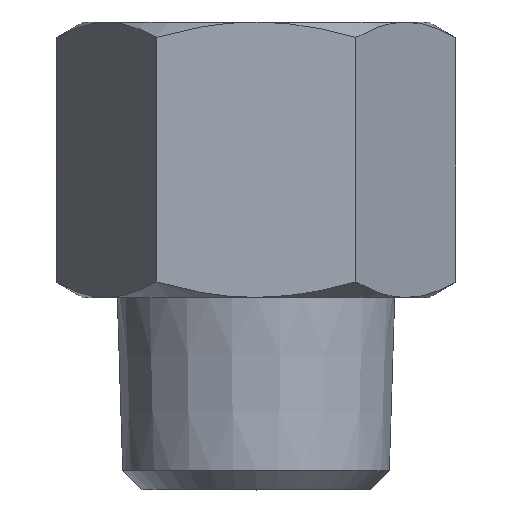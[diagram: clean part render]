
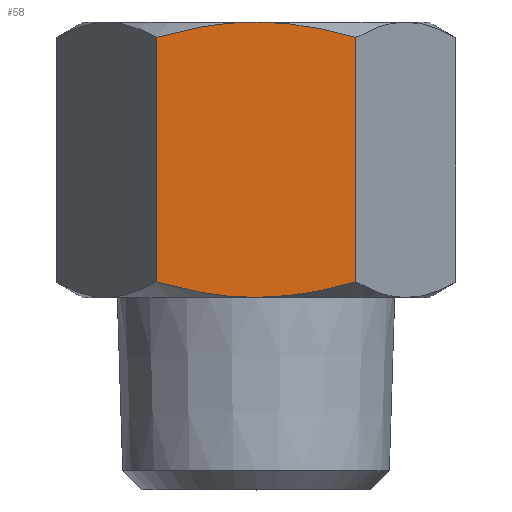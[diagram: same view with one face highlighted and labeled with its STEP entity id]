
A CAD part, top view. The second image highlights one B-rep face of the part: STEP entity #58.
In plain terms, the highlighted planar face has unit normal (0, 0, 1).
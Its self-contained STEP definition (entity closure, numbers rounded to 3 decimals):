
#58=ADVANCED_FACE('',(#113),#114,.T.);
#113=FACE_OUTER_BOUND('',#200,.T.);
#114=PLANE('',#201);
#200=EDGE_LOOP('',(#343,#344,#345,#346,#347,#348));
#201=AXIS2_PLACEMENT_3D('',#349,#350,#351);
#343=ORIENTED_EDGE('',*,*,#585,.T.);
#344=ORIENTED_EDGE('',*,*,#593,.T.);
#345=ORIENTED_EDGE('',*,*,#594,.F.);
#346=ORIENTED_EDGE('',*,*,#595,.F.);
#347=ORIENTED_EDGE('',*,*,#596,.F.);
#348=ORIENTED_EDGE('',*,*,#586,.T.);
#349=CARTESIAN_POINT('',(-7.794,0.0,13.5));
#350=DIRECTION('',(0.0,0.0,1.0));
#351=DIRECTION('',(1.0,-0.0,0.0));
#585=EDGE_CURVE('',#689,#694,#696,.T.);
#586=EDGE_CURVE('',#697,#689,#698,.T.);
#593=EDGE_CURVE('',#694,#707,#708,.T.);
#594=EDGE_CURVE('',#709,#707,#710,.T.);
#595=EDGE_CURVE('',#711,#709,#712,.T.);
#596=EDGE_CURVE('',#697,#711,#713,.T.);
#689=VERTEX_POINT('',#861);
#694=VERTEX_POINT('',#866);
#696=B_SPLINE_CURVE_WITH_KNOTS('',3,(#875,#876,#877,#878,#879,#880,#881,#882),.UNSPECIFIED.,.F.,.F.,(4,1,1,1,1,4),(0.,0.2,0.4,0.6,0.8,1.0),.UNSPECIFIED.);
#697=VERTEX_POINT('',#883);
#698=B_SPLINE_CURVE_WITH_KNOTS('',3,(#884,#885,#886,#887,#888,#889,#890,#891),.UNSPECIFIED.,.F.,.F.,(4,1,1,1,1,4),(0.0,0.2,0.4,0.6,0.8,1.0),.UNSPECIFIED.);
#707=VERTEX_POINT('',#942);
#708=LINE('',#943,#944);
#709=VERTEX_POINT('',#945);
#710=B_SPLINE_CURVE_WITH_KNOTS('',3,(#946,#947,#948,#949,#950,#951,#952,#953),.UNSPECIFIED.,.F.,.F.,(4,1,1,1,1,4),(0.,0.2,0.4,0.6,0.8,1.0),.UNSPECIFIED.);
#711=VERTEX_POINT('',#954);
#712=B_SPLINE_CURVE_WITH_KNOTS('',3,(#955,#956,#957,#958,#959,#960,#961,#962),.UNSPECIFIED.,.F.,.F.,(4,1,1,1,1,4),(0.0,0.2,0.4,0.6,0.8,1.0),.UNSPECIFIED.);
#713=LINE('',#963,#964);
#861=CARTESIAN_POINT('',(0.,0.0,13.5));
#866=CARTESIAN_POINT('',(7.794,1.206,13.5));
#875=CARTESIAN_POINT('',(0.,0.,13.5));
#876=CARTESIAN_POINT('',(0.51,0.,13.5));
#877=CARTESIAN_POINT('',(1.53,0.033,13.5));
#878=CARTESIAN_POINT('',(3.06,0.182,13.5));
#879=CARTESIAN_POINT('',(4.597,0.425,13.5));
#880=CARTESIAN_POINT('',(6.157,0.759,13.5));
#881=CARTESIAN_POINT('',(7.243,1.047,13.5));
#882=CARTESIAN_POINT('',(7.794,1.206,13.5));
#883=CARTESIAN_POINT('',(-7.794,1.206,13.5));
#884=CARTESIAN_POINT('',(-7.794,1.206,13.5));
#885=CARTESIAN_POINT('',(-7.243,1.047,13.5));
#886=CARTESIAN_POINT('',(-6.158,0.759,13.5));
#887=CARTESIAN_POINT('',(-4.597,0.425,13.5));
#888=CARTESIAN_POINT('',(-3.059,0.182,13.5));
#889=CARTESIAN_POINT('',(-1.53,0.033,13.5));
#890=CARTESIAN_POINT('',(-0.51,0.,13.5));
#891=CARTESIAN_POINT('',(0.,0.,13.5));
#942=CARTESIAN_POINT('',(7.794,20.294,13.5));
#943=CARTESIAN_POINT('',(7.794,1.206,13.5));
#944=VECTOR('',#1160,19.088);
#945=CARTESIAN_POINT('',(0.,21.5,13.5));
#946=CARTESIAN_POINT('',(0.,21.5,13.5));
#947=CARTESIAN_POINT('',(0.51,21.5,13.5));
#948=CARTESIAN_POINT('',(1.53,21.467,13.5));
#949=CARTESIAN_POINT('',(3.06,21.318,13.5));
#950=CARTESIAN_POINT('',(4.597,21.075,13.5));
#951=CARTESIAN_POINT('',(6.157,20.741,13.5));
#952=CARTESIAN_POINT('',(7.243,20.453,13.5));
#953=CARTESIAN_POINT('',(7.794,20.294,13.5));
#954=CARTESIAN_POINT('',(-7.794,20.294,13.5));
#955=CARTESIAN_POINT('',(-7.794,20.294,13.5));
#956=CARTESIAN_POINT('',(-7.243,20.453,13.5));
#957=CARTESIAN_POINT('',(-6.158,20.741,13.5));
#958=CARTESIAN_POINT('',(-4.597,21.075,13.5));
#959=CARTESIAN_POINT('',(-3.059,21.318,13.5));
#960=CARTESIAN_POINT('',(-1.53,21.467,13.5));
#961=CARTESIAN_POINT('',(-0.51,21.5,13.5));
#962=CARTESIAN_POINT('',(0.,21.5,13.5));
#963=CARTESIAN_POINT('',(-7.794,1.206,13.5));
#964=VECTOR('',#1161,19.088);
#1160=DIRECTION('',(0.0,1.0,0.0));
#1161=DIRECTION('',(0.0,1.0,0.0));
